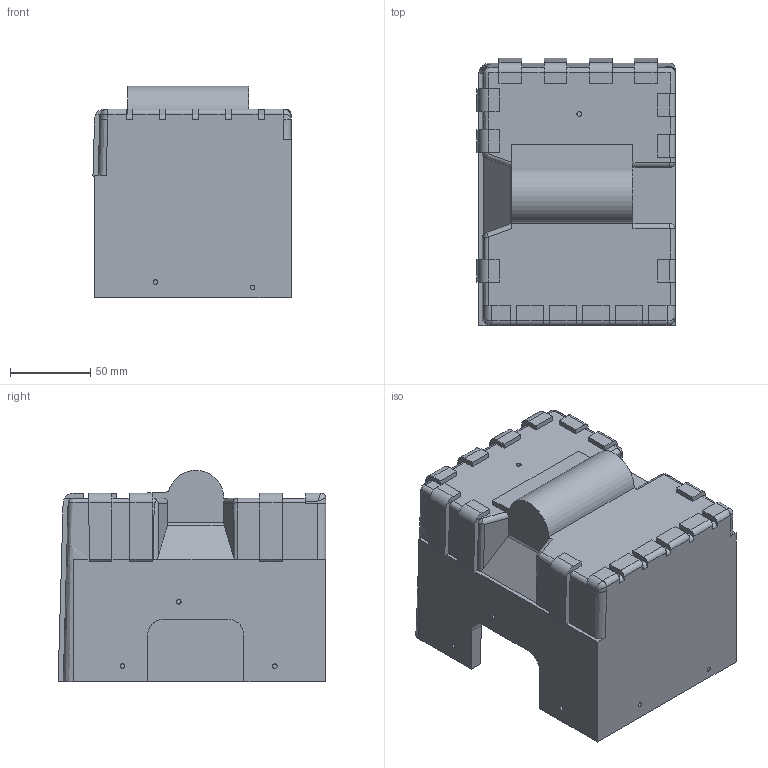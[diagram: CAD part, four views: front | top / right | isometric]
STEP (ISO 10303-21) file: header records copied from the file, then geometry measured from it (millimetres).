
FILE_DESCRIPTION(/* description */ (''),/* implementation_level */ '2;1');
FILE_NAME(/* name */ 'Crank_generator.step',/* time_stamp */ '2020-09-19T12:09:23+02:00',/* author */ (''),/* organization */ (''),/* preprocessor_version */ 'ST-DEVELOPER v18.1',/* originating_system */ 'Autodesk Translation Framework v9.3.0.1241',/* authorisation */ '');
FILE_SCHEMA (('AUTOMOTIVE_DESIGN { 1 0 10303 214 3 1 1 }'));
Length unit declared in the file: millimetre
Products named in the file (1): Crank_generator
Bounding box: 123.38 x 166.8 x 131.74 mm (x, y, z)
Volume: 707701.8 mm3; surface area: 166255.1 mm2
Topology: 1 solids, 1 shells, 205 faces, 599 edges, 396 vertices
Faces by surface type: plane 124, cylinder 44, bspline 36, sphere 1
Full cylindrical faces by diameter (mm): 2.8 x8, 3 x2, 25 x1
Entity records: 12295 total; most frequent: CARTESIAN_POINT 7190, ORIENTED_EDGE 1194, DIRECTION 840, EDGE_CURVE 597, VERTEX_POINT 396, LINE 314, VECTOR 314, AXIS2_PLACEMENT_3D 263
